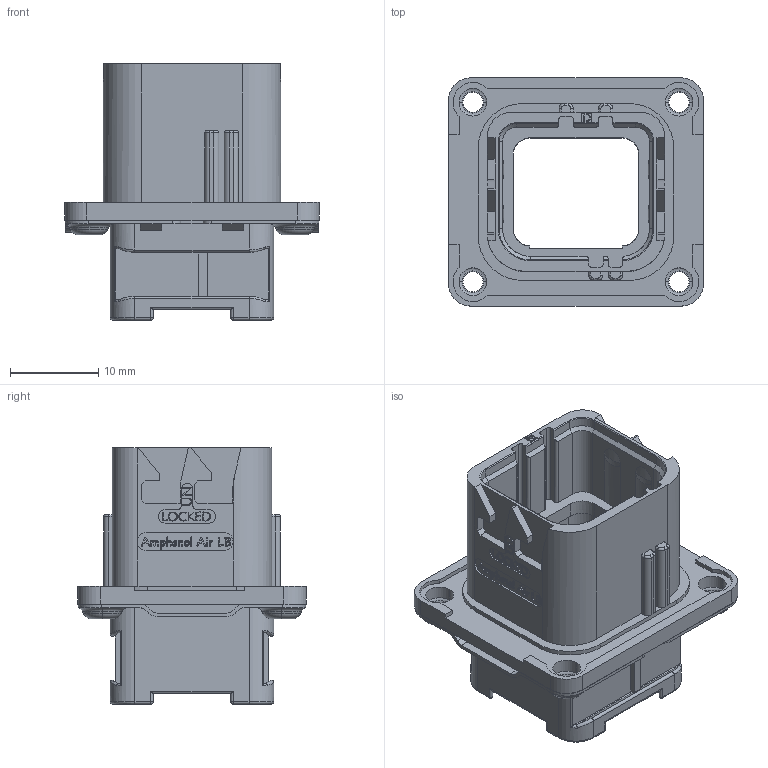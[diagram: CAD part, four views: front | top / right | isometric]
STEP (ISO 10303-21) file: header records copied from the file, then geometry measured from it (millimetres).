
FILE_DESCRIPTION((''),'2;1');
FILE_NAME('SIM2B24D001','2019-09-18T',('presta_be4'),(''),'PRO/ENGINEER BY PARAMETRIC TECHNOLOGY CORPORATION, 2014310','PRO/ENGINEER BY PARAMETRIC TECHNOLOGY CORPORATION, 2014310','');
FILE_SCHEMA(('CONFIG_CONTROL_DESIGN'));
Length unit declared in the file: millimetre
Products named in the file (1): SIM2B24D001
Bounding box: 28.8 x 25.8 x 28.97 mm (x, y, z)
Volume: 4166.1 mm3; surface area: 5536.3 mm2
Topology: 1 solids, 1 shells, 1581 faces, 4384 edges, 2861 vertices
Faces by surface type: plane 636, extrusion 608, cylinder 201, torus 68, bspline 28, cone 24, sphere 16
Entity records: 53666 total; most frequent: CARTESIAN_POINT 15658, ORIENTED_EDGE 8752, DIRECTION 5980, EDGE_CURVE 4376, VECTOR 3062, VERTEX_POINT 2861, LINE 2454, B_SPLINE_CURVE_WITH_KNOTS 2016
